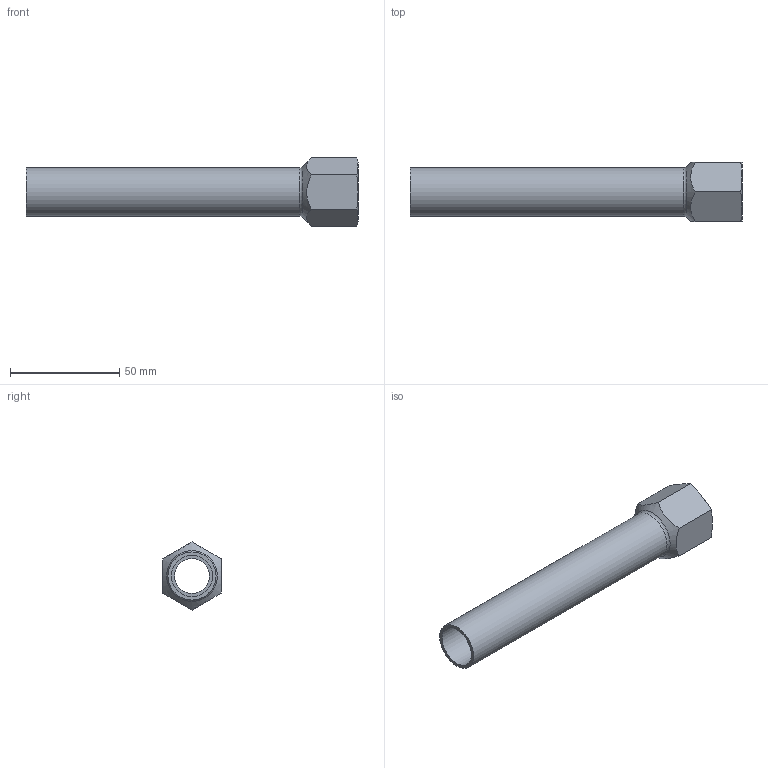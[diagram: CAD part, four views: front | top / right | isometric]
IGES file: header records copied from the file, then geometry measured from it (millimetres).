
Global section: file name: No Iges File Name specified; native system: Autodesk Inventor 2012; preprocessor: AutoDesk Inventor Iges Exporter R2012; author: aporro; date: 20130603.140914; units: millimetre
Bounding box: 152 x 27 x 31.18 mm (x, y, z)
Volume: 21824 mm3; surface area: 20670.3 mm2
Topology: 1 solids, 1 shells, 23 faces, 50 edges, 30 vertices
Faces by surface type: plane 9, cone 7, revolution 6, cylinder 1
Full cylindrical faces by diameter (mm): 22 x1
